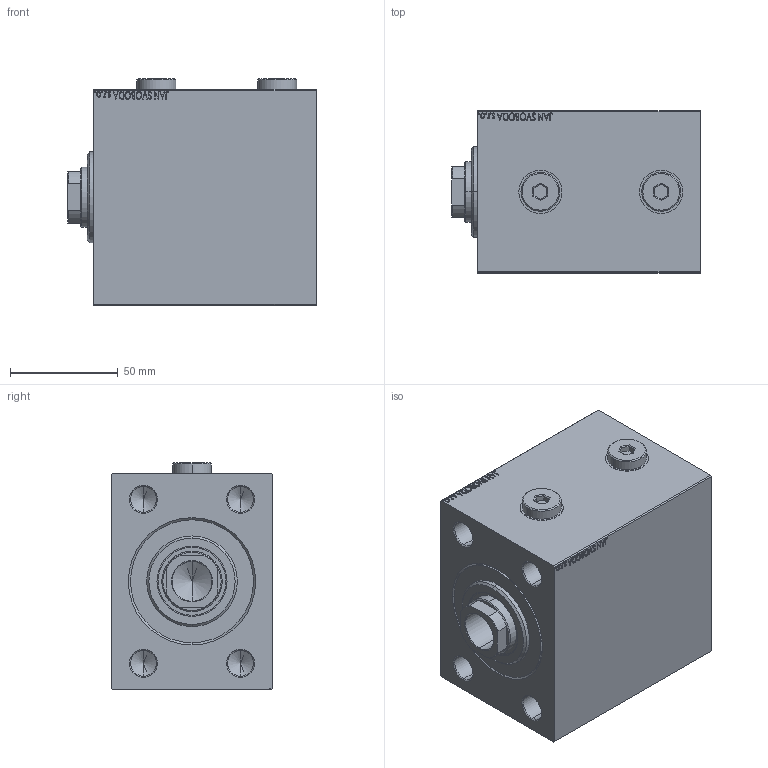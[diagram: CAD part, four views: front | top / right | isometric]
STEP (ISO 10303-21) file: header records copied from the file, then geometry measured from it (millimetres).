
FILE_DESCRIPTION (( 'STEP AP203' ), '1' );
FILE_NAME ('047f.STEP', '2024-02-13T00:15:03', ( '' ), ( '' ), 'SwSTEP 2.0', 'SolidWorks 2019', '' );
FILE_SCHEMA (( 'CONFIG_CONTROL_DESIGN' ));
Length unit declared in the file: millimetre
Products named in the file (5): Zatka_OIL_PORT c238df03b4d1df4cdcff462d65642786; V450CM_VC_B c238df03b4d1df4cdcff462d65642786; 047f; V450CM_B_VCP c238df03b4d1df4cdcff462d65642786; V450CM_B_Body c238df03b4d1df4cdcff462d65642786
Assembly tree (5 placements, depth 2):
  047f
    V450CM_B_Body c238df03b4d1df4cdcff462d65642786
    V450CM_B_VCP c238df03b4d1df4cdcff462d65642786
    V450CM_VC_B c238df03b4d1df4cdcff462d65642786
    Zatka_OIL_PORT c238df03b4d1df4cdcff462d65642786  x2
Bounding box: 115 x 75 x 104.9 mm (x, y, z)
Volume: 708440.5 mm3; surface area: 100692.4 mm2
Topology: 5 solids, 5 shells, 938 faces, 2380 edges, 1553 vertices
Faces by surface type: plane 436, bspline 380, cylinder 72, cone 50
Entity records: 45725 total; most frequent: CARTESIAN_POINT 25534, ORIENTED_EDGE 4644, DIRECTION 2806, EDGE_CURVE 2322, VERTEX_POINT 1529, LINE 1380, VECTOR 1380, EDGE_LOOP 1047
